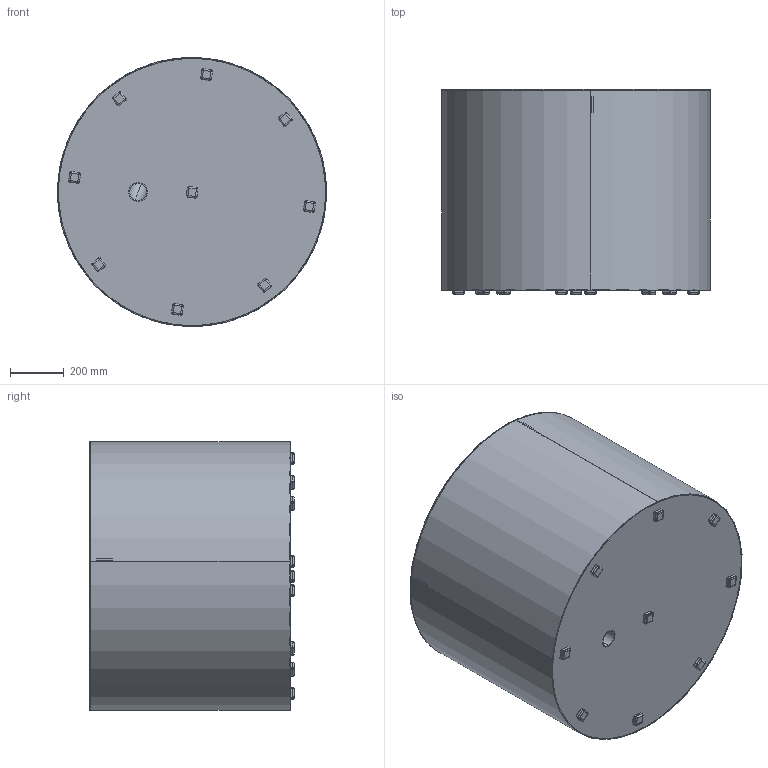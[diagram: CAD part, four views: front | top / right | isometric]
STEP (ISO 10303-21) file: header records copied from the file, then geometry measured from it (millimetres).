
FILE_DESCRIPTION (( 'STEP AP214' ), '1' );
FILE_NAME ('CBR3.STEP', '2021-09-15T06:42:23', ( '' ), ( '' ), 'SwSTEP 2.0', 'SolidWorks 2021', '' );
FILE_SCHEMA (( 'AUTOMOTIVE_DESIGN' ));
Length unit declared in the file: millimetre
Products named in the file (14): Topring CBR3; Strip CBR3; Bottom CBR3; Ring top; Ring 2 CBR3; CBR3; Feet CBR3; Pipe CBR3; Cover CBR3; PVC bocht; Wall part CBR3; Ring 1 CBR3; L CBR3_Default<As Machined>; pipe cover CBR3
Assembly tree (32 placements, depth 2):
  CBR3
    Bottom CBR3
    Wall part CBR3  x2
    Topring CBR3
    Ring 1 CBR3  x2
    Ring 2 CBR3  x2
    Cover CBR3
    Strip CBR3  x5
    pipe cover CBR3
    Pipe CBR3
    PVC bocht  x2
    Feet CBR3  x9
    Ring top
    L CBR3_Default<As Machined>  x4
Bounding box: 999.32 x 760 x 999.32 mm (x, y, z)
Volume: 13422320.3 mm3; surface area: 8628953 mm2
Topology: 32 solids, 32 shells, 530 faces, 1096 edges, 632 vertices
Faces by surface type: plane 294, cylinder 148, bspline 76, torus 12
Entity records: 5457 total; most frequent: CARTESIAN_POINT 1856, DIRECTION 679, ORIENTED_EDGE 558, EDGE_CURVE 279, AXIS2_PLACEMENT_3D 265, VERTEX_POINT 174, VECTOR 149, LINE 149
